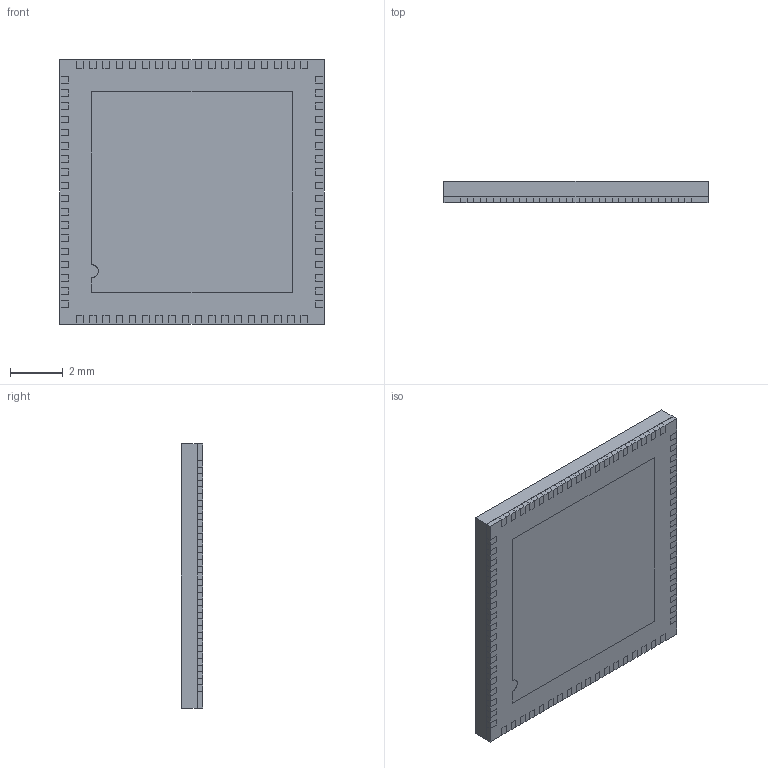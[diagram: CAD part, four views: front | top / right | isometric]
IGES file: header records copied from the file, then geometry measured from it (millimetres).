
Start section: SolidWorks IGES file using analytic representation for surfaces
Global section: file name: M-QFN72T.5-G3.IGS; native system: SolidWorks 2016; preprocessor: SolidWorks 2016; author: elias; date: 170907.235412; units: millimetre
Bounding box: 10 x 0.8 x 10 mm (x, y, z)
Surface area: 383.9 mm2 (no closed solid volume)
Topology: 0 solids, 0 shells, 1532 faces, 8142 edges, 8142 vertices
Faces by surface type: bspline 1477, revolution 55
